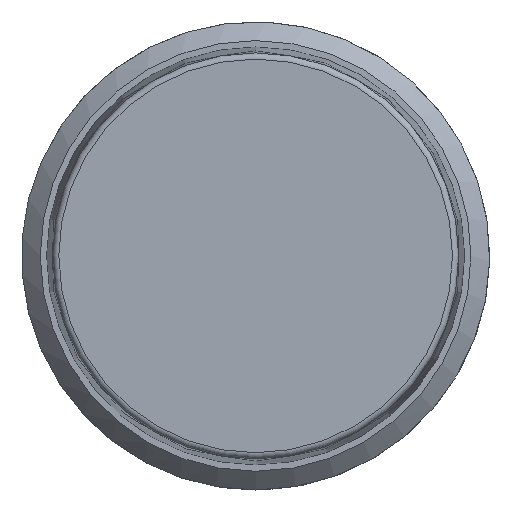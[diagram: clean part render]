
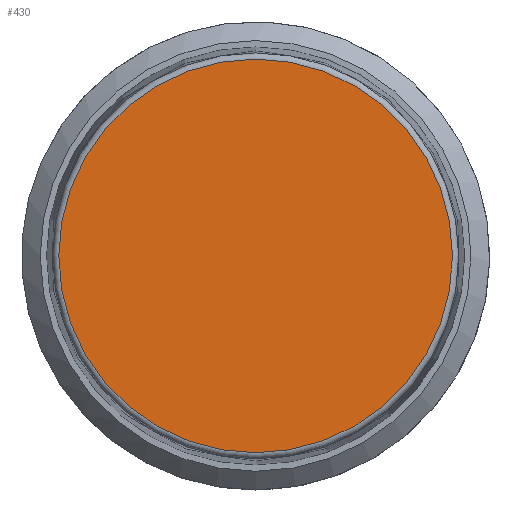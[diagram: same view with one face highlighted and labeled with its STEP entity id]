
A CAD part, left-side view. The second image highlights one B-rep face of the part: STEP entity #430.
In plain terms, the highlighted planar face has unit normal (-1, 0, 0).
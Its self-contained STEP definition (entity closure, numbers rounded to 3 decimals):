
#37=PLANE('',#462);
#48=ORIENTED_EDGE('',*,*,#100,.T.);
#100=EDGE_CURVE('',#126,#126,#149,.T.);
#126=VERTEX_POINT('',#604);
#149=CIRCLE('',#463,12.613);
#169=EDGE_LOOP('',(#48));
#210=FACE_BOUND('',#169,.T.);
#430=ADVANCED_FACE('',(#210),#37,.T.);
#462=AXIS2_PLACEMENT_3D('',#602,#511,#512);
#463=AXIS2_PLACEMENT_3D('',#603,#513,#514);
#511=DIRECTION('',(-1.,0.,0.));
#512=DIRECTION('',(0.,0.,1.));
#513=DIRECTION('',(-1.,0.,0.));
#514=DIRECTION('',(0.,0.,1.));
#602=CARTESIAN_POINT('',(-11.8,0.,0.));
#603=CARTESIAN_POINT('',(-11.8,0.,0.));
#604=CARTESIAN_POINT('',(-11.8,0.,12.613));
